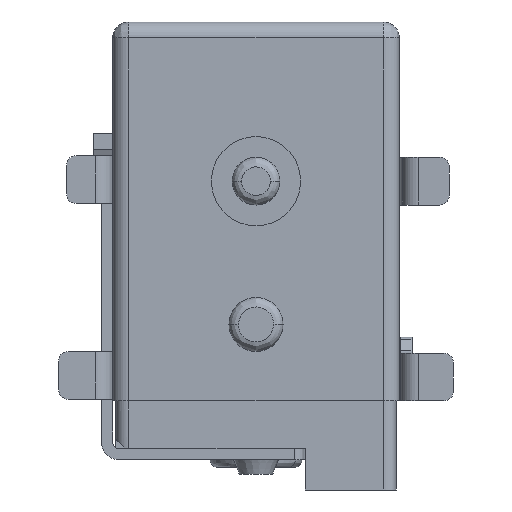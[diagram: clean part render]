
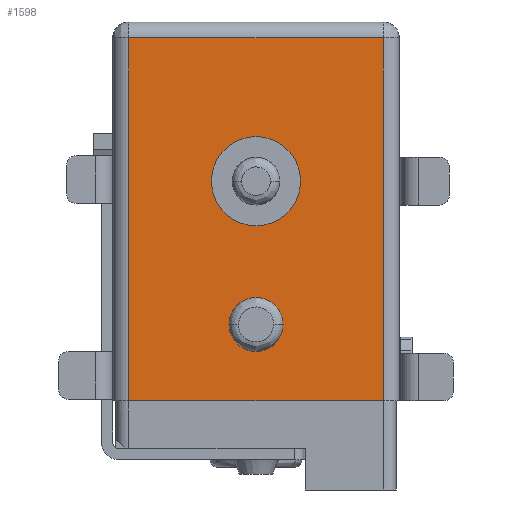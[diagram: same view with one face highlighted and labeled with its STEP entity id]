
A CAD part, front view. The second image highlights one B-rep face of the part: STEP entity #1598.
In plain terms, the highlighted planar face has unit normal (0, -1, 0).
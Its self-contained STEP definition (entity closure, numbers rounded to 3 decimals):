
#371 = VERTEX_POINT('',#372);
#372 = CARTESIAN_POINT('',(0.85,-5.5,2.4));
#378 = EDGE_CURVE('',#371,#379,#381,.T.);
#379 = VERTEX_POINT('',#380);
#380 = CARTESIAN_POINT('',(-0.85,-5.5,2.4));
#381 = CIRCLE('',#382,0.85);
#382 = AXIS2_PLACEMENT_3D('',#383,#384,#385);
#383 = CARTESIAN_POINT('',(0.,-5.5,2.4));
#384 = DIRECTION('',(0.,-1.,0.));
#385 = DIRECTION('',(-1.,0.,0.));
#404 = VERTEX_POINT('',#405);
#405 = CARTESIAN_POINT('',(1.4,-5.5,6.9));
#411 = EDGE_CURVE('',#412,#404,#414,.T.);
#412 = VERTEX_POINT('',#413);
#413 = CARTESIAN_POINT('',(-1.4,-5.5,6.9));
#414 = CIRCLE('',#415,1.4);
#415 = AXIS2_PLACEMENT_3D('',#416,#417,#418);
#416 = CARTESIAN_POINT('',(0.,-5.5,6.9));
#417 = DIRECTION('',(0.,-1.,-0.));
#418 = DIRECTION('',(1.,0.,0.));
#821 = VERTEX_POINT('',#822);
#822 = CARTESIAN_POINT('',(4.,-5.5,11.4));
#831 = VERTEX_POINT('',#832);
#832 = CARTESIAN_POINT('',(-4.,-5.5,11.4));
#839 = EDGE_CURVE('',#831,#821,#840,.T.);
#840 = LINE('',#841,#842);
#841 = CARTESIAN_POINT('',(-4.5,-5.5,11.4));
#842 = VECTOR('',#843,1.);
#843 = DIRECTION('',(1.,0.,-0.));
#1181 = VERTEX_POINT('',#1182);
#1182 = CARTESIAN_POINT('',(4.,-5.5,0.));
#1189 = EDGE_CURVE('',#1190,#1181,#1192,.T.);
#1190 = VERTEX_POINT('',#1191);
#1191 = CARTESIAN_POINT('',(-4.,-5.5,0.));
#1192 = LINE('',#1193,#1194);
#1193 = CARTESIAN_POINT('',(-4.5,-5.5,0.));
#1194 = VECTOR('',#1195,1.);
#1195 = DIRECTION('',(1.,0.,0.));
#1598 = ADVANCED_FACE('',(#1599,#1609,#1619),#1635,.F.);
#1599 = FACE_BOUND('',#1600,.T.);
#1600 = EDGE_LOOP('',(#1601,#1608));
#1601 = ORIENTED_EDGE('',*,*,#1602,.F.);
#1602 = EDGE_CURVE('',#379,#371,#1603,.T.);
#1603 = CIRCLE('',#1604,0.85);
#1604 = AXIS2_PLACEMENT_3D('',#1605,#1606,#1607);
#1605 = CARTESIAN_POINT('',(0.,-5.5,2.4));
#1606 = DIRECTION('',(0.,-1.,0.));
#1607 = DIRECTION('',(-1.,0.,0.));
#1608 = ORIENTED_EDGE('',*,*,#378,.F.);
#1609 = FACE_BOUND('',#1610,.T.);
#1610 = EDGE_LOOP('',(#1611,#1618));
#1611 = ORIENTED_EDGE('',*,*,#1612,.F.);
#1612 = EDGE_CURVE('',#404,#412,#1613,.T.);
#1613 = CIRCLE('',#1614,1.4);
#1614 = AXIS2_PLACEMENT_3D('',#1615,#1616,#1617);
#1615 = CARTESIAN_POINT('',(0.,-5.5,6.9));
#1616 = DIRECTION('',(0.,-1.,-0.));
#1617 = DIRECTION('',(1.,0.,0.));
#1618 = ORIENTED_EDGE('',*,*,#411,.F.);
#1619 = FACE_BOUND('',#1620,.T.);
#1620 = EDGE_LOOP('',(#1621,#1627,#1628,#1634));
#1621 = ORIENTED_EDGE('',*,*,#1622,.F.);
#1622 = EDGE_CURVE('',#821,#1181,#1623,.T.);
#1623 = LINE('',#1624,#1625);
#1624 = CARTESIAN_POINT('',(4.,-5.5,11.9));
#1625 = VECTOR('',#1626,1.);
#1626 = DIRECTION('',(-0.,-0.,-1.));
#1627 = ORIENTED_EDGE('',*,*,#839,.F.);
#1628 = ORIENTED_EDGE('',*,*,#1629,.F.);
#1629 = EDGE_CURVE('',#1190,#831,#1630,.T.);
#1630 = LINE('',#1631,#1632);
#1631 = CARTESIAN_POINT('',(-4.,-5.5,11.9));
#1632 = VECTOR('',#1633,1.);
#1633 = DIRECTION('',(0.,0.,1.));
#1634 = ORIENTED_EDGE('',*,*,#1189,.T.);
#1635 = PLANE('',#1636);
#1636 = AXIS2_PLACEMENT_3D('',#1637,#1638,#1639);
#1637 = CARTESIAN_POINT('',(-4.5,-5.5,11.9));
#1638 = DIRECTION('',(0.,1.,0.));
#1639 = DIRECTION('',(-1.,0.,0.));
